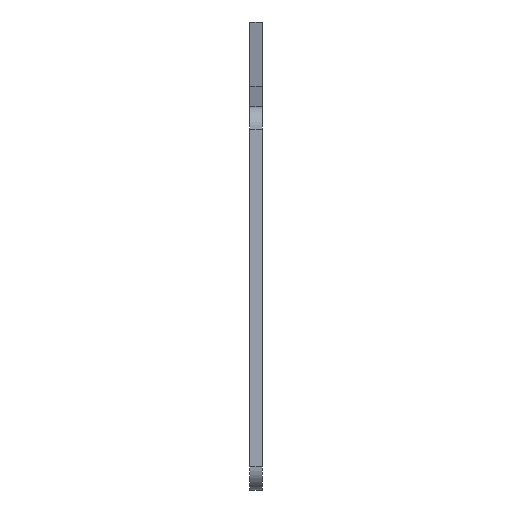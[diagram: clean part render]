
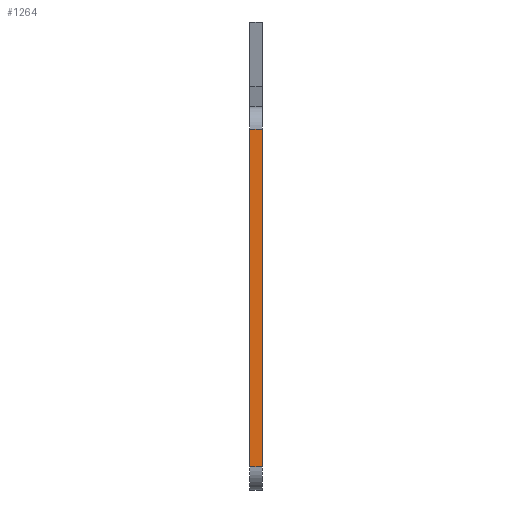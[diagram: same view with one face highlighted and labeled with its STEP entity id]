
A CAD part, front view. The second image highlights one B-rep face of the part: STEP entity #1264.
In plain terms, the highlighted planar face has unit normal (0, -1, 0).
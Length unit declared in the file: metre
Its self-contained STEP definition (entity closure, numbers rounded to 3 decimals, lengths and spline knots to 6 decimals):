
#202=ORIENTED_EDGE('',*,*,#510,.F.);
#203=ORIENTED_EDGE('',*,*,#511,.F.);
#204=ORIENTED_EDGE('',*,*,#512,.T.);
#205=ORIENTED_EDGE('',*,*,#513,.T.);
#510=EDGE_CURVE('',#659,#660,#787,.T.);
#511=EDGE_CURVE('',#661,#659,#788,.T.);
#512=EDGE_CURVE('',#661,#662,#789,.T.);
#513=EDGE_CURVE('',#662,#660,#790,.T.);
#659=VERTEX_POINT('',#1963);
#660=VERTEX_POINT('',#1964);
#661=VERTEX_POINT('',#1966);
#662=VERTEX_POINT('',#1968);
#787=LINE('',#1962,#854);
#788=LINE('',#1965,#855);
#789=LINE('',#1967,#856);
#790=LINE('',#1969,#857);
#854=VECTOR('',#1570,1.);
#855=VECTOR('',#1571,1.);
#856=VECTOR('',#1572,1.);
#857=VECTOR('',#1573,1.);
#902=EDGE_LOOP('',(#202,#203,#204,#205));
#1073=FACE_BOUND('',#902,.T.);
#1239=PLANE('',#1353);
#1264=ADVANCED_FACE('',(#1073),#1239,.T.);
#1353=AXIS2_PLACEMENT_3D('',#1961,#1568,#1569);
#1568=DIRECTION('',(0.,-1.,0.));
#1569=DIRECTION('',(0.,0.,-1.));
#1570=DIRECTION('',(0.,0.,1.));
#1571=DIRECTION('',(-1.,0.,0.));
#1572=DIRECTION('',(0.,0.,1.));
#1573=DIRECTION('',(-1.,0.,0.));
#1961=CARTESIAN_POINT('',(0.003175,-0.2198,-0.036671));
#1962=CARTESIAN_POINT('',(0.,-0.2198,-0.036671));
#1963=CARTESIAN_POINT('',(0.,-0.2198,-0.082671));
#1964=CARTESIAN_POINT('',(0.,-0.2198,0.005329));
#1965=CARTESIAN_POINT('',(0.003175,-0.2198,-0.082671));
#1966=CARTESIAN_POINT('',(0.003175,-0.2198,-0.082671));
#1967=CARTESIAN_POINT('',(0.003175,-0.2198,-0.036671));
#1968=CARTESIAN_POINT('',(0.003175,-0.2198,0.005329));
#1969=CARTESIAN_POINT('',(0.003175,-0.2198,0.005329));
